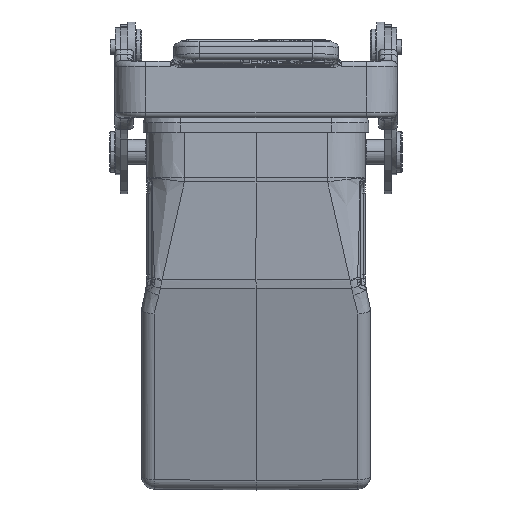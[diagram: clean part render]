
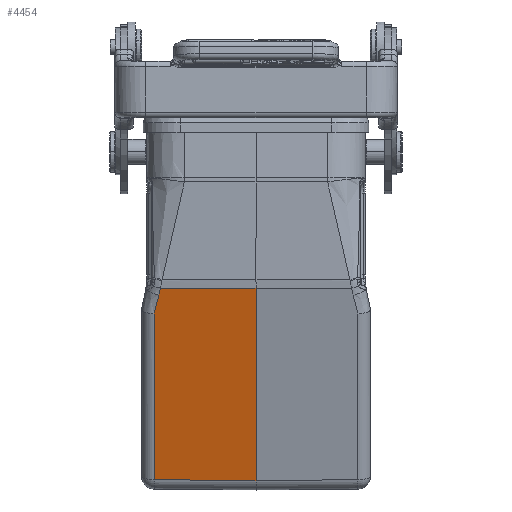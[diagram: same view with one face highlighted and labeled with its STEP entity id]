
A CAD part, left-side view. The second image highlights one B-rep face of the part: STEP entity #4454.
In plain terms, the highlighted planar face has unit normal (-0.966, 0.009, -0.259).
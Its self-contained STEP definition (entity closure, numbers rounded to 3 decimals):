
#2576=FACE_OUTER_BOUND('',#9142,.T.);
#4454=ADVANCED_FACE('',(#2576),#5573,.F.);
#5573=PLANE('',#36023);
#6880=B_SPLINE_CURVE_WITH_KNOTS('',3,(#62580,#62581,#62582,#62583),
 .UNSPECIFIED.,.F.,.F.,(4,4),(0.,1.),.UNSPECIFIED.);
#6881=B_SPLINE_CURVE_WITH_KNOTS('',3,(#62621,#62622,#62623,#62624,#62625,
#62626,#62627,#62628),.UNSPECIFIED.,.F.,.F.,(4,2,2,4),(0.,0.25,0.5,
1.),.UNSPECIFIED.);
#6908=B_SPLINE_CURVE_WITH_KNOTS('',3,(#63165,#63166,#63167,#63168),
 .UNSPECIFIED.,.F.,.F.,(4,4),(0.,1.),.UNSPECIFIED.);
#9142=EDGE_LOOP('',(#18764,#18765,#18766,#18767,#18768,#18769));
#18764=ORIENTED_EDGE('',*,*,#28082,.F.);
#18765=ORIENTED_EDGE('',*,*,#28071,.F.);
#18766=ORIENTED_EDGE('',*,*,#28069,.F.);
#18767=ORIENTED_EDGE('',*,*,#28124,.T.);
#18768=ORIENTED_EDGE('',*,*,#28128,.F.);
#18769=ORIENTED_EDGE('',*,*,#28130,.T.);
#23473=VERTEX_POINT('',#62579);
#23474=VERTEX_POINT('',#62584);
#23475=VERTEX_POINT('',#62629);
#23479=VERTEX_POINT('',#62813);
#23498=VERTEX_POINT('',#63169);
#23499=VERTEX_POINT('',#63178);
#28069=EDGE_CURVE('',#23473,#23474,#6880,.T.);
#28071=EDGE_CURVE('',#23474,#23475,#6881,.T.);
#28082=EDGE_CURVE('',#23475,#23479,#30959,.T.);
#28124=EDGE_CURVE('',#23473,#23498,#6908,.T.);
#28128=EDGE_CURVE('',#23499,#23498,#30974,.T.);
#28130=EDGE_CURVE('',#23499,#23479,#30976,.T.);
#30959=LINE('',#62812,#33373);
#30974=LINE('',#63180,#33388);
#30976=LINE('',#63183,#33390);
#33373=VECTOR('',#43364,1.);
#33388=VECTOR('',#43445,1.);
#33390=VECTOR('',#43449,1.);
#36023=AXIS2_PLACEMENT_3D('',#63184,#43450,#43451);
#43364=DIRECTION('',(-0.009,-1.,-0.002));
#43445=DIRECTION('',(0.007,1.,0.009));
#43449=DIRECTION('',(-0.259,0.,0.966));
#43450=DIRECTION('',(0.966,-0.009,0.259));
#43451=DIRECTION('',(-0.259,0.,0.966));
#62579=CARTESIAN_POINT('',(-33.046,20.022,-37.394));
#62580=CARTESIAN_POINT('',(-33.046,20.022,-37.394));
#62581=CARTESIAN_POINT('',(-33.193,19.921,-36.852));
#62582=CARTESIAN_POINT('',(-33.531,19.697,-35.591));
#62583=CARTESIAN_POINT('',(-34.05,19.116,-33.678));
#62584=CARTESIAN_POINT('',(-34.05,19.116,-33.678));
#62621=CARTESIAN_POINT('',(-34.055,19.116,-33.679));
#62622=CARTESIAN_POINT('',(-34.076,19.089,-33.59));
#62623=CARTESIAN_POINT('',(-34.1,19.059,-33.486));
#62624=CARTESIAN_POINT('',(-34.161,18.997,-33.252));
#62625=CARTESIAN_POINT('',(-34.188,18.971,-33.148));
#62626=CARTESIAN_POINT('',(-34.334,18.845,-32.629));
#62627=CARTESIAN_POINT('',(-34.399,18.792,-32.411));
#62628=CARTESIAN_POINT('',(-34.425,18.768,-32.319));
#62629=CARTESIAN_POINT('',(-34.418,18.767,-32.316));
#62812=CARTESIAN_POINT('',(-34.418,18.767,-32.316));
#62813=CARTESIAN_POINT('',(-34.58,0.,-32.345));
#63165=CARTESIAN_POINT('',(-33.046,20.022,-37.394));
#63166=CARTESIAN_POINT('',(-30.136,20.022,-48.254));
#63167=CARTESIAN_POINT('',(-27.227,20.022,-59.113));
#63168=CARTESIAN_POINT('',(-24.317,20.022,-69.972));
#63169=CARTESIAN_POINT('',(-24.317,20.022,-69.972));
#63178=CARTESIAN_POINT('',(-24.451,0.,-70.147));
#63180=CARTESIAN_POINT('',(-24.451,0.,-70.147));
#63183=CARTESIAN_POINT('',(-24.451,0.,-70.147));
#63184=CARTESIAN_POINT('',(-29.431,10.011,-51.223));
